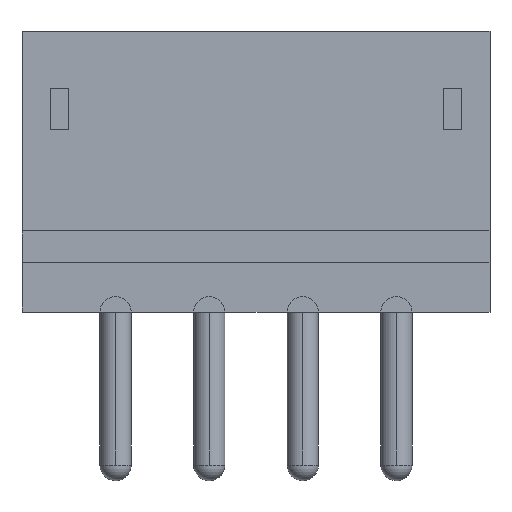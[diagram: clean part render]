
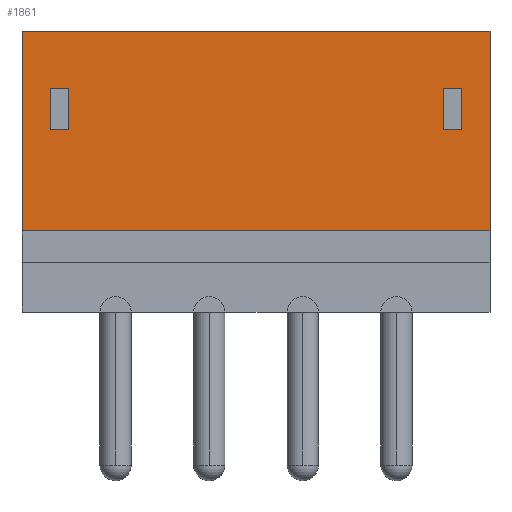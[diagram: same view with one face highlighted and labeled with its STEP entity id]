
A CAD part, top view. The second image highlights one B-rep face of the part: STEP entity #1861.
In plain terms, the highlighted planar face has unit normal (0, 0, 1).
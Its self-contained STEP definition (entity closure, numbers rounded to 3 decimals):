
#6 = CARTESIAN_POINT ( 'NONE',  ( -3.75, 4.5, 1.75 ) ) ;
#24 = ORIENTED_EDGE ( 'NONE', *, *, #2193, .F. ) ;
#56 = LINE ( 'NONE', #277, #173 ) ;
#96 = ORIENTED_EDGE ( 'NONE', *, *, #1250, .F. ) ;
#99 = CARTESIAN_POINT ( 'NONE',  ( -3., 2.932, 1.75 ) ) ;
#111 = CARTESIAN_POINT ( 'NONE',  ( 3.296, 3.578, 1.75 ) ) ;
#137 = VECTOR ( 'NONE', #468, 1000. ) ;
#142 = CARTESIAN_POINT ( 'NONE',  ( 3.75, 4.5, 1.75 ) ) ;
#173 = VECTOR ( 'NONE', #2037, 1000. ) ;
#201 = FACE_OUTER_BOUND ( 'NONE', #666, .T. ) ;
#265 = CARTESIAN_POINT ( 'NONE',  ( 3.296, 3.578, 1.75 ) ) ;
#277 = CARTESIAN_POINT ( 'NONE',  ( -3.296, 3.578, 1.75 ) ) ;
#295 = VERTEX_POINT ( 'NONE', #1303 ) ;
#314 = CARTESIAN_POINT ( 'NONE',  ( -3., 3.578, 1.75 ) ) ;
#318 = ORIENTED_EDGE ( 'NONE', *, *, #469, .F. ) ;
#327 = VERTEX_POINT ( 'NONE', #497 ) ;
#357 = EDGE_CURVE ( 'NONE', #368, #1591, #1092, .T. ) ;
#367 = LINE ( 'NONE', #142, #2259 ) ;
#368 = VERTEX_POINT ( 'NONE', #99 ) ;
#421 = EDGE_CURVE ( 'NONE', #1591, #295, #1447, .T. ) ;
#442 = LINE ( 'NONE', #265, #137 ) ;
#464 = AXIS2_PLACEMENT_3D ( 'NONE', #2407, #799, #2589 ) ;
#468 = DIRECTION ( 'NONE',  ( -1., 0., 0. ) ) ;
#469 = EDGE_CURVE ( 'NONE', #2158, #1849, #442, .T. ) ;
#497 = CARTESIAN_POINT ( 'NONE',  ( 3., 2.932, 1.75 ) ) ;
#523 = ORIENTED_EDGE ( 'NONE', *, *, #1469, .F. ) ;
#623 = CARTESIAN_POINT ( 'NONE',  ( 3.75, 1.3, 1.75 ) ) ;
#644 = ORIENTED_EDGE ( 'NONE', *, *, #1661, .F. ) ;
#666 = EDGE_LOOP ( 'NONE', ( #1284, #1440, #937, #96 ) ) ;
#675 = CARTESIAN_POINT ( 'NONE',  ( -3.296, 2.932, 1.75 ) ) ;
#696 = LINE ( 'NONE', #1497, #2012 ) ;
#763 = CARTESIAN_POINT ( 'NONE',  ( -3., 3.578, 1.75 ) ) ;
#799 = DIRECTION ( 'NONE',  ( 0., 0., -1. ) ) ;
#821 = VECTOR ( 'NONE', #1823, 1000. ) ;
#830 = CARTESIAN_POINT ( 'NONE',  ( -3.75, 4.5, 1.75 ) ) ;
#848 = LINE ( 'NONE', #1242, #2303 ) ;
#928 = LINE ( 'NONE', #1321, #2262 ) ;
#937 = ORIENTED_EDGE ( 'NONE', *, *, #2209, .F. ) ;
#943 = VERTEX_POINT ( 'NONE', #1581 ) ;
#966 = VECTOR ( 'NONE', #2449, 1000. ) ;
#1064 = VERTEX_POINT ( 'NONE', #623 ) ;
#1072 = ORIENTED_EDGE ( 'NONE', *, *, #2129, .F. ) ;
#1092 = LINE ( 'NONE', #314, #1726 ) ;
#1146 = CARTESIAN_POINT ( 'NONE',  ( 3., 3.578, 1.75 ) ) ;
#1242 = CARTESIAN_POINT ( 'NONE',  ( 3.296, 2.932, 1.75 ) ) ;
#1250 = EDGE_CURVE ( 'NONE', #1743, #2032, #1555, .T. ) ;
#1271 = LINE ( 'NONE', #6, #821 ) ;
#1284 = ORIENTED_EDGE ( 'NONE', *, *, #1366, .T. ) ;
#1303 = CARTESIAN_POINT ( 'NONE',  ( -3.296, 3.578, 1.75 ) ) ;
#1318 = EDGE_CURVE ( 'NONE', #327, #943, #848, .T. ) ;
#1321 = CARTESIAN_POINT ( 'NONE',  ( -3.296, 2.932, 1.75 ) ) ;
#1341 = ORIENTED_EDGE ( 'NONE', *, *, #1318, .F. ) ;
#1366 = EDGE_CURVE ( 'NONE', #1743, #2147, #1271, .T. ) ;
#1429 = CARTESIAN_POINT ( 'NONE',  ( 3.75, 4.5, 1.75 ) ) ;
#1440 = ORIENTED_EDGE ( 'NONE', *, *, #2595, .F. ) ;
#1447 = LINE ( 'NONE', #1656, #966 ) ;
#1469 = EDGE_CURVE ( 'NONE', #2554, #368, #928, .T. ) ;
#1497 = CARTESIAN_POINT ( 'NONE',  ( -3.75, 1.3, 1.75 ) ) ;
#1541 = VECTOR ( 'NONE', #2148, 1000. ) ;
#1555 = LINE ( 'NONE', #2389, #2260 ) ;
#1581 = CARTESIAN_POINT ( 'NONE',  ( 3.296, 2.932, 1.75 ) ) ;
#1591 = VERTEX_POINT ( 'NONE', #763 ) ;
#1656 = CARTESIAN_POINT ( 'NONE',  ( -3.296, 3.578, 1.75 ) ) ;
#1659 = DIRECTION ( 'NONE',  ( 1., 0., 0. ) ) ;
#1661 = EDGE_CURVE ( 'NONE', #295, #2554, #56, .T. ) ;
#1680 = DIRECTION ( 'NONE',  ( 0., 1., 0. ) ) ;
#1726 = VECTOR ( 'NONE', #1906, 1000. ) ;
#1743 = VERTEX_POINT ( 'NONE', #830 ) ;
#1763 = ORIENTED_EDGE ( 'NONE', *, *, #421, .F. ) ;
#1779 = FACE_BOUND ( 'NONE', #1910, .T. ) ;
#1789 = LINE ( 'NONE', #1955, #1541 ) ;
#1804 = VECTOR ( 'NONE', #1680, 1000. ) ;
#1823 = DIRECTION ( 'NONE',  ( 0., -1., 0. ) ) ;
#1849 = VERTEX_POINT ( 'NONE', #1146 ) ;
#1861 = ADVANCED_FACE ( 'NONE', ( #1779, #2395, #201 ), #2204, .F. ) ;
#1906 = DIRECTION ( 'NONE',  ( 0., 1., 0. ) ) ;
#1910 = EDGE_LOOP ( 'NONE', ( #523, #644, #1763, #2422 ) ) ;
#1919 = CARTESIAN_POINT ( 'NONE',  ( -3.75, 1.3, 1.75 ) ) ;
#1955 = CARTESIAN_POINT ( 'NONE',  ( 3., 3.578, 1.75 ) ) ;
#2012 = VECTOR ( 'NONE', #2304, 1000. ) ;
#2032 = VERTEX_POINT ( 'NONE', #1429 ) ;
#2037 = DIRECTION ( 'NONE',  ( 0., -1., 0. ) ) ;
#2052 = EDGE_LOOP ( 'NONE', ( #318, #1072, #1341, #24 ) ) ;
#2114 = DIRECTION ( 'NONE',  ( 1., 0., 0. ) ) ;
#2129 = EDGE_CURVE ( 'NONE', #943, #2158, #2257, .T. ) ;
#2147 = VERTEX_POINT ( 'NONE', #1919 ) ;
#2148 = DIRECTION ( 'NONE',  ( 0., -1., 0. ) ) ;
#2158 = VERTEX_POINT ( 'NONE', #111 ) ;
#2188 = DIRECTION ( 'NONE',  ( 1., 0., 0. ) ) ;
#2193 = EDGE_CURVE ( 'NONE', #1849, #327, #1789, .T. ) ;
#2204 = PLANE ( 'NONE',  #464 ) ;
#2209 = EDGE_CURVE ( 'NONE', #2032, #1064, #367, .T. ) ;
#2257 = LINE ( 'NONE', #2538, #1804 ) ;
#2259 = VECTOR ( 'NONE', #2583, 1000. ) ;
#2260 = VECTOR ( 'NONE', #2188, 1000. ) ;
#2262 = VECTOR ( 'NONE', #2114, 1000. ) ;
#2303 = VECTOR ( 'NONE', #1659, 1000. ) ;
#2304 = DIRECTION ( 'NONE',  ( -1., 0., 0. ) ) ;
#2389 = CARTESIAN_POINT ( 'NONE',  ( -3.75, 4.5, 1.75 ) ) ;
#2395 = FACE_BOUND ( 'NONE', #2052, .T. ) ;
#2407 = CARTESIAN_POINT ( 'NONE',  ( -3.75, 4.5, 1.75 ) ) ;
#2422 = ORIENTED_EDGE ( 'NONE', *, *, #357, .F. ) ;
#2449 = DIRECTION ( 'NONE',  ( -1., 0., 0. ) ) ;
#2538 = CARTESIAN_POINT ( 'NONE',  ( 3.296, 3.578, 1.75 ) ) ;
#2554 = VERTEX_POINT ( 'NONE', #675 ) ;
#2583 = DIRECTION ( 'NONE',  ( 0., -1., 0. ) ) ;
#2589 = DIRECTION ( 'NONE',  ( -1., 0., 0. ) ) ;
#2595 = EDGE_CURVE ( 'NONE', #1064, #2147, #696, .T. ) ;
